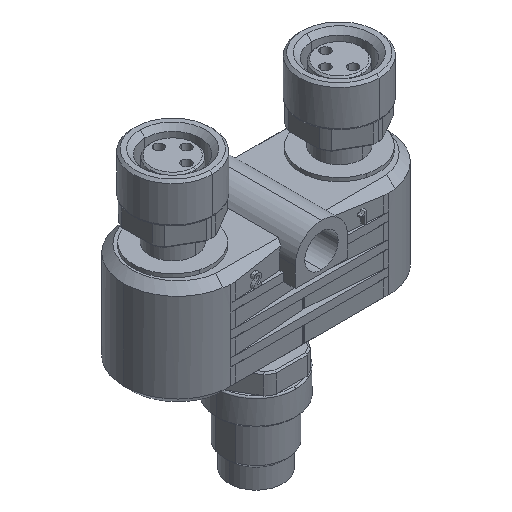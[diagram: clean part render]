
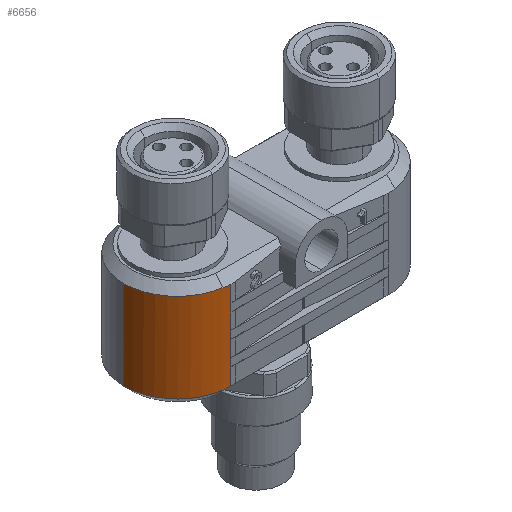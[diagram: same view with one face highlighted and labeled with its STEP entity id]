
A CAD part, isometric view. The second image highlights one B-rep face of the part: STEP entity #6656.
In plain terms, the highlighted cylindrical face has radius 6.75 mm (diameter 13.5 mm), a partial arc.
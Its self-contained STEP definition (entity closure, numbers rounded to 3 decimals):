
#6149=AXIS2_PLACEMENT_3D('Circle Axis2P3D',#6147,#6148,$) ;
#6568=AXIS2_PLACEMENT_3D('Cylinder Axis2P3D',#6565,#6566,#6567) ;
#6144=CARTESIAN_POINT('Vertex',(5.81,1.566,17.25)) ;
#6147=CARTESIAN_POINT('Axis2P3D Location',(6.75,8.25,17.25)) ;
#6151=CARTESIAN_POINT('Vertex',(0.,8.25,17.25)) ;
#6409=CARTESIAN_POINT('Vertex',(6.75,1.5,17.316)) ;
#6413=CARTESIAN_POINT('Control Point',(5.81,1.566,17.25)) ;
#6414=CARTESIAN_POINT('Control Point',(5.996,1.54,17.276)) ;
#6415=CARTESIAN_POINT('Control Point',(6.184,1.52,17.296)) ;
#6416=CARTESIAN_POINT('Control Point',(6.372,1.507,17.309)) ;
#6417=CARTESIAN_POINT('Control Point',(6.561,1.5,17.316)) ;
#6418=CARTESIAN_POINT('Control Point',(6.75,1.5,17.316)) ;
#6565=CARTESIAN_POINT('Axis2P3D Location',(6.75,8.25,16.25)) ;
#6570=CARTESIAN_POINT('Line Origine',(0.,8.25,16.25)) ;
#6574=CARTESIAN_POINT('Vertex',(0.,8.25,28.45)) ;
#6577=CARTESIAN_POINT('Line Origine',(6.75,1.5,16.25)) ;
#6581=CARTESIAN_POINT('Vertex',(6.75,1.5,19.35)) ;
#6584=CARTESIAN_POINT('Line Origine',(6.75,1.5,16.25)) ;
#6588=CARTESIAN_POINT('Vertex',(6.75,1.5,20.35)) ;
#6591=CARTESIAN_POINT('Line Origine',(6.75,1.5,16.25)) ;
#6595=CARTESIAN_POINT('Vertex',(6.75,1.5,22.35)) ;
#6598=CARTESIAN_POINT('Line Origine',(6.75,1.5,16.25)) ;
#6602=CARTESIAN_POINT('Vertex',(6.75,1.5,23.35)) ;
#6605=CARTESIAN_POINT('Line Origine',(6.75,1.5,16.25)) ;
#6609=CARTESIAN_POINT('Vertex',(6.75,1.5,25.35)) ;
#6612=CARTESIAN_POINT('Line Origine',(6.75,1.5,16.25)) ;
#6616=CARTESIAN_POINT('Vertex',(6.75,1.5,26.35)) ;
#6619=CARTESIAN_POINT('Line Origine',(6.75,1.5,16.25)) ;
#6623=CARTESIAN_POINT('Vertex',(6.75,1.5,28.384)) ;
#6627=CARTESIAN_POINT('Control Point',(6.75,1.5,28.384)) ;
#6628=CARTESIAN_POINT('Control Point',(6.435,1.5,28.384)) ;
#6629=CARTESIAN_POINT('Control Point',(6.12,1.522,28.406)) ;
#6630=CARTESIAN_POINT('Control Point',(5.81,1.566,28.45)) ;
#6631=CARTESIAN_POINT('Vertex',(5.81,1.566,28.45)) ;
#6635=CARTESIAN_POINT('Control Point',(0.,8.25,28.45)) ;
#6636=CARTESIAN_POINT('Control Point',(0.,6.318,28.45)) ;
#6637=CARTESIAN_POINT('Control Point',(0.69,4.385,28.45)) ;
#6638=CARTESIAN_POINT('Control Point',(2.079,2.787,28.45)) ;
#6639=CARTESIAN_POINT('Control Point',(3.897,1.835,28.45)) ;
#6640=CARTESIAN_POINT('Control Point',(5.81,1.566,28.45)) ;
#6148=DIRECTION('Axis2P3D Direction',(0.,0.,1.)) ;
#6566=DIRECTION('Axis2P3D Direction',(0.,0.,1.)) ;
#6567=DIRECTION('Axis2P3D XDirection',(-1.,0.,0.)) ;
#6571=DIRECTION('Vector Direction',(0.,0.,1.)) ;
#6578=DIRECTION('Vector Direction',(0.,0.,1.)) ;
#6585=DIRECTION('Vector Direction',(0.,0.,1.)) ;
#6592=DIRECTION('Vector Direction',(0.,0.,1.)) ;
#6599=DIRECTION('Vector Direction',(0.,0.,1.)) ;
#6606=DIRECTION('Vector Direction',(0.,0.,1.)) ;
#6613=DIRECTION('Vector Direction',(0.,0.,1.)) ;
#6620=DIRECTION('Vector Direction',(0.,0.,1.)) ;
#6572=VECTOR('Line Direction',#6571,1.) ;
#6579=VECTOR('Line Direction',#6578,1.) ;
#6586=VECTOR('Line Direction',#6585,1.) ;
#6593=VECTOR('Line Direction',#6592,1.) ;
#6600=VECTOR('Line Direction',#6599,1.) ;
#6607=VECTOR('Line Direction',#6606,1.) ;
#6614=VECTOR('Line Direction',#6613,1.) ;
#6621=VECTOR('Line Direction',#6620,1.) ;
#6643=ORIENTED_EDGE('',*,*,#6576,.F.) ;
#6644=ORIENTED_EDGE('',*,*,#6153,.F.) ;
#6645=ORIENTED_EDGE('',*,*,#6419,.T.) ;
#6646=ORIENTED_EDGE('',*,*,#6583,.F.) ;
#6647=ORIENTED_EDGE('',*,*,#6590,.T.) ;
#6648=ORIENTED_EDGE('',*,*,#6597,.F.) ;
#6649=ORIENTED_EDGE('',*,*,#6604,.T.) ;
#6650=ORIENTED_EDGE('',*,*,#6611,.F.) ;
#6651=ORIENTED_EDGE('',*,*,#6618,.T.) ;
#6652=ORIENTED_EDGE('',*,*,#6625,.F.) ;
#6653=ORIENTED_EDGE('',*,*,#6633,.T.) ;
#6654=ORIENTED_EDGE('',*,*,#6641,.F.) ;
#6656=ADVANCED_FACE('Hauptkoerper',(#6655),#6569,.T.) ;
#6412=B_SPLINE_CURVE_WITH_KNOTS('',5,(#6413,#6414,#6415,#6416,#6417,#6418),.UNSPECIFIED.,.F.,.U.,(6,6),(0.,1.888),.UNSPECIFIED.) ;
#6626=B_SPLINE_CURVE_WITH_KNOTS('',3,(#6627,#6628,#6629,#6630),.UNSPECIFIED.,.F.,.U.,(4,4),(0.,1.888),.UNSPECIFIED.) ;
#6634=B_SPLINE_CURVE_WITH_KNOTS('',5,(#6635,#6636,#6637,#6638,#6639,#6640),.UNSPECIFIED.,.F.,.U.,(6,6),(-4.83,4.83),.UNSPECIFIED.) ;
#6150=CIRCLE('generated circle',#6149,6.75) ;
#6569=CYLINDRICAL_SURFACE('generated cylinder',#6568,6.75) ;
#6153=EDGE_CURVE('',#6145,#6152,#6150,.F.) ;
#6419=EDGE_CURVE('',#6145,#6410,#6412,.T.) ;
#6576=EDGE_CURVE('',#6152,#6575,#6573,.T.) ;
#6583=EDGE_CURVE('',#6582,#6410,#6580,.F.) ;
#6590=EDGE_CURVE('',#6582,#6589,#6587,.T.) ;
#6597=EDGE_CURVE('',#6596,#6589,#6594,.F.) ;
#6604=EDGE_CURVE('',#6596,#6603,#6601,.T.) ;
#6611=EDGE_CURVE('',#6610,#6603,#6608,.F.) ;
#6618=EDGE_CURVE('',#6610,#6617,#6615,.T.) ;
#6625=EDGE_CURVE('',#6624,#6617,#6622,.F.) ;
#6633=EDGE_CURVE('',#6624,#6632,#6626,.T.) ;
#6641=EDGE_CURVE('',#6575,#6632,#6634,.T.) ;
#6642=EDGE_LOOP('',(#6643,#6644,#6645,#6646,#6647,#6648,#6649,#6650,#6651,#6652,#6653,#6654)) ;
#6655=FACE_OUTER_BOUND('',#6642,.T.) ;
#6573=LINE('Line',#6570,#6572) ;
#6580=LINE('Line',#6577,#6579) ;
#6587=LINE('Line',#6584,#6586) ;
#6594=LINE('Line',#6591,#6593) ;
#6601=LINE('Line',#6598,#6600) ;
#6608=LINE('Line',#6605,#6607) ;
#6615=LINE('Line',#6612,#6614) ;
#6622=LINE('Line',#6619,#6621) ;
#6145=VERTEX_POINT('',#6144) ;
#6152=VERTEX_POINT('',#6151) ;
#6410=VERTEX_POINT('',#6409) ;
#6575=VERTEX_POINT('',#6574) ;
#6582=VERTEX_POINT('',#6581) ;
#6589=VERTEX_POINT('',#6588) ;
#6596=VERTEX_POINT('',#6595) ;
#6603=VERTEX_POINT('',#6602) ;
#6610=VERTEX_POINT('',#6609) ;
#6617=VERTEX_POINT('',#6616) ;
#6624=VERTEX_POINT('',#6623) ;
#6632=VERTEX_POINT('',#6631) ;
